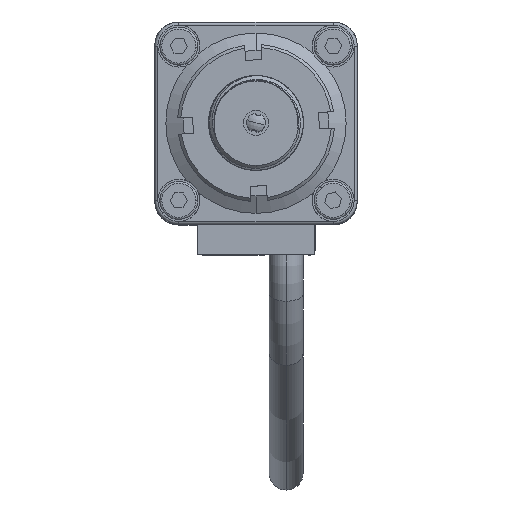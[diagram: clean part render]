
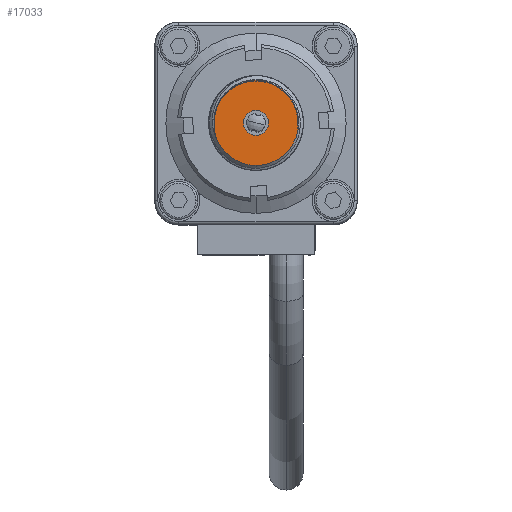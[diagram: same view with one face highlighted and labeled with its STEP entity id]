
A CAD part, top view. The second image highlights one B-rep face of the part: STEP entity #17033.
In plain terms, the highlighted planar face has unit normal (0, 0, 1).
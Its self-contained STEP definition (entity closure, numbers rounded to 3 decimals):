
#43 = ORIENTED_EDGE ( 'NONE', *, *, #3141, .F. ) ;
#274 = AXIS2_PLACEMENT_3D ( 'NONE', #6196, #23438, #25670 ) ;
#364 = CARTESIAN_POINT ( 'NONE',  ( -0.851, -4.149, 20. ) ) ;
#892 = CARTESIAN_POINT ( 'NONE',  ( 1.274, -4.039, 20. ) ) ;
#1603 = FACE_OUTER_BOUND ( 'NONE', #17195, .T. ) ;
#2006 = DIRECTION ( 'NONE',  ( 1., 0., 0. ) ) ;
#2144 = DIRECTION ( 'NONE',  ( 0., 0., 1. ) ) ;
#2605 = EDGE_CURVE ( 'NONE', #26534, #3169, #9553, .T. ) ;
#2942 = CARTESIAN_POINT ( 'NONE',  ( 1.53, -3.962, 20. ) ) ;
#3141 = EDGE_CURVE ( 'NONE', #28168, #4666, #23506, .T. ) ;
#3166 = CIRCLE ( 'NONE', #22378, 1.25 ) ;
#3169 = VERTEX_POINT ( 'NONE', #19747 ) ;
#4666 = VERTEX_POINT ( 'NONE', #9100 ) ;
#5007 = CARTESIAN_POINT ( 'NONE',  ( 0.759, -4.145, 20. ) ) ;
#5551 = EDGE_CURVE ( 'NONE', #19644, #11226, #21873, .T. ) ;
#5656 = CARTESIAN_POINT ( 'NONE',  ( 0., 0., 20. ) ) ;
#5733 = DIRECTION ( 'NONE',  ( 1., 0., 0. ) ) ;
#5843 = EDGE_CURVE ( 'NONE', #14106, #19644, #24417, .T. ) ;
#5883 = ORIENTED_EDGE ( 'NONE', *, *, #11235, .F. ) ;
#6196 = CARTESIAN_POINT ( 'NONE',  ( 0., 0., 20. ) ) ;
#6806 = FACE_BOUND ( 'NONE', #8598, .T. ) ;
#7802 = CARTESIAN_POINT ( 'NONE',  ( 0.233, -4.178, 20. ) ) ;
#8065 = ORIENTED_EDGE ( 'NONE', *, *, #31296, .T. ) ;
#8189 = DIRECTION ( 'NONE',  ( 1., 0., 0. ) ) ;
#8598 = EDGE_LOOP ( 'NONE', ( #5883, #18187 ) ) ;
#9100 = CARTESIAN_POINT ( 'NONE',  ( 0.233, -4.178, 20. ) ) ;
#9176 = PLANE ( 'NONE',  #274 ) ;
#9553 = CIRCLE ( 'NONE', #13624, 1.25 ) ;
#9901 = CARTESIAN_POINT ( 'NONE',  ( 0.233, -4.178, 20. ) ) ;
#11226 = VERTEX_POINT ( 'NONE', #16575 ) ;
#11235 = EDGE_CURVE ( 'NONE', #3169, #26534, #3166, .T. ) ;
#11797 = EDGE_CURVE ( 'NONE', #4666, #11226, #28355, .T. ) ;
#11805 = CARTESIAN_POINT ( 'NONE',  ( 0., 0., 20. ) ) ;
#12863 = DIRECTION ( 'NONE',  ( 0., 0., 1. ) ) ;
#13624 = AXIS2_PLACEMENT_3D ( 'NONE', #24755, #17325, #26971 ) ;
#14106 = VERTEX_POINT ( 'NONE', #26908 ) ;
#14590 = AXIS2_PLACEMENT_3D ( 'NONE', #27104, #12863, #5733 ) ;
#16575 = CARTESIAN_POINT ( 'NONE',  ( -1.382, -4.019, 20. ) ) ;
#16948 = ORIENTED_EDGE ( 'NONE', *, *, #5551, .T. ) ;
#17033 = ADVANCED_FACE ( 'NONE', ( #1603, #6806 ), #9176, .T. ) ;
#17195 = EDGE_LOOP ( 'NONE', ( #17574, #43, #8065, #28198, #16948 ) ) ;
#17323 = CARTESIAN_POINT ( 'NONE',  ( -1.382, -4.019, 20. ) ) ;
#17325 = DIRECTION ( 'NONE',  ( 0., 0., 1. ) ) ;
#17526 = CARTESIAN_POINT ( 'NONE',  ( 1.773, -3.863, 20. ) ) ;
#17574 = ORIENTED_EDGE ( 'NONE', *, *, #11797, .F. ) ;
#17797 = CARTESIAN_POINT ( 'NONE',  ( -1.25, 0., 20. ) ) ;
#18187 = ORIENTED_EDGE ( 'NONE', *, *, #2605, .F. ) ;
#19090 = DIRECTION ( 'NONE',  ( 1., 0., 0. ) ) ;
#19540 = CARTESIAN_POINT ( 'NONE',  ( -0.04, -4.204, 20. ) ) ;
#19644 = VERTEX_POINT ( 'NONE', #25780 ) ;
#19747 = CARTESIAN_POINT ( 'NONE',  ( 1.25, 0., 20. ) ) ;
#21332 = DIRECTION ( 'NONE',  ( 0., 0., 1. ) ) ;
#21873 = CIRCLE ( 'NONE', #22373, 4.25 ) ;
#21949 = CARTESIAN_POINT ( 'NONE',  ( 0.498, -4.174, 20. ) ) ;
#22059 = CARTESIAN_POINT ( 'NONE',  ( -1.121, -4.097, 20. ) ) ;
#22373 = AXIS2_PLACEMENT_3D ( 'NONE', #5656, #29886, #8189 ) ;
#22378 = AXIS2_PLACEMENT_3D ( 'NONE', #11805, #21332, #2006 ) ;
#22417 = AXIS2_PLACEMENT_3D ( 'NONE', #31120, #2144, #19090 ) ;
#23438 = DIRECTION ( 'NONE',  ( 0., 0., 1. ) ) ;
#23506 = B_SPLINE_CURVE_WITH_KNOTS ( 'NONE', 3,
 ( #17526, #2942, #892, #5007, #21949, #9901 ),
 .UNSPECIFIED., .F., .F.,
 ( 4, 2, 4 ),
 ( 0.004, 0.005, 0.006 ),
 .UNSPECIFIED. ) ;
#24417 = CIRCLE ( 'NONE', #22417, 4.25 ) ;
#24755 = CARTESIAN_POINT ( 'NONE',  ( 0., 0., 20. ) ) ;
#25670 = DIRECTION ( 'NONE',  ( 1., 0., 0. ) ) ;
#25780 = CARTESIAN_POINT ( 'NONE',  ( -4.25, 0., 20. ) ) ;
#26534 = VERTEX_POINT ( 'NONE', #17797 ) ;
#26908 = CARTESIAN_POINT ( 'NONE',  ( 4.25, 0., 20. ) ) ;
#26971 = DIRECTION ( 'NONE',  ( 1., 0., 0. ) ) ;
#27104 = CARTESIAN_POINT ( 'NONE',  ( 0., 0., 20. ) ) ;
#27120 = CARTESIAN_POINT ( 'NONE',  ( -0.312, -4.202, 20. ) ) ;
#27566 = CARTESIAN_POINT ( 'NONE',  ( 1.773, -3.863, 20. ) ) ;
#28168 = VERTEX_POINT ( 'NONE', #27566 ) ;
#28198 = ORIENTED_EDGE ( 'NONE', *, *, #5843, .T. ) ;
#28355 = B_SPLINE_CURVE_WITH_KNOTS ( 'NONE', 3,
 ( #7802, #19540, #27120, #364, #22059, #17323 ),
 .UNSPECIFIED., .F., .F.,
 ( 4, 2, 4 ),
 ( 0., 0.001, 0.002 ),
 .UNSPECIFIED. ) ;
#29886 = DIRECTION ( 'NONE',  ( 0., 0., 1. ) ) ;
#31120 = CARTESIAN_POINT ( 'NONE',  ( 0., 0., 20. ) ) ;
#31293 = CIRCLE ( 'NONE', #14590, 4.25 ) ;
#31296 = EDGE_CURVE ( 'NONE', #28168, #14106, #31293, .T. ) ;
